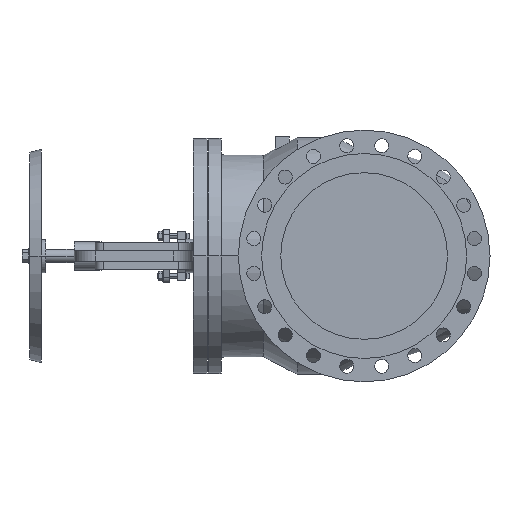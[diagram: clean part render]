
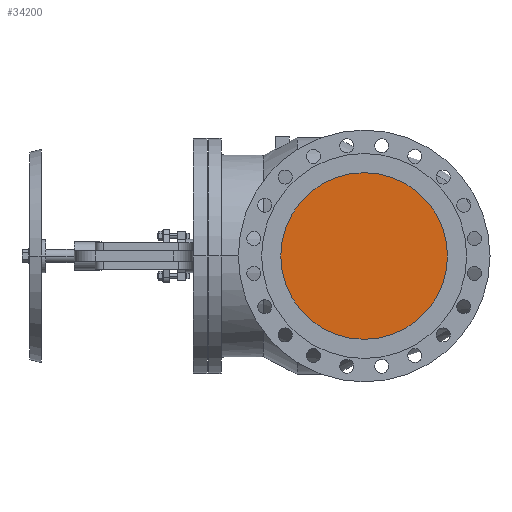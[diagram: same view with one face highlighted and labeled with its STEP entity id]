
A CAD part, left-side view. The second image highlights one B-rep face of the part: STEP entity #34200.
In plain terms, the highlighted planar face has unit normal (-1, 0, 0).
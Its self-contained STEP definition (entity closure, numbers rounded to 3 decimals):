
#23880=CARTESIAN_POINT('',(1.,250.,0.));
#23890=VERTEX_POINT('',#23880);
#24050=CARTESIAN_POINT('',(1.,-250.,0.));
#24060=VERTEX_POINT('',#24050);
#24090=CARTESIAN_POINT('',(1.,0.,0.));
#24100=DIRECTION('',(-1.,0.,0.));
#24110=DIRECTION('',(0.,1.,0.));
#24120=AXIS2_PLACEMENT_3D('',#24090,#24100,#24110);
#24130=CIRCLE('',#24120,250.);
#24140=EDGE_CURVE('',#24060,#23890,#24130,.T.);
#34100=CARTESIAN_POINT('',(1.,125.,0.));
#34110=DIRECTION('',(1.,0.,0.));
#34120=DIRECTION('',(0.,-1.,0.));
#34130=AXIS2_PLACEMENT_3D('',#34100,#34110,#34120);
#34140=PLANE('',#34130);
#34150=EDGE_CURVE('',#23890,#24060,#24130,.T.);
#34160=ORIENTED_EDGE('',*,*,#34150,.T.);
#34170=ORIENTED_EDGE('',*,*,#24140,.T.);
#34180=EDGE_LOOP('',(#34170,#34160));
#34190=FACE_OUTER_BOUND('',#34180,.T.);
#34200=ADVANCED_FACE('',(#34190),#34140,.F.);
